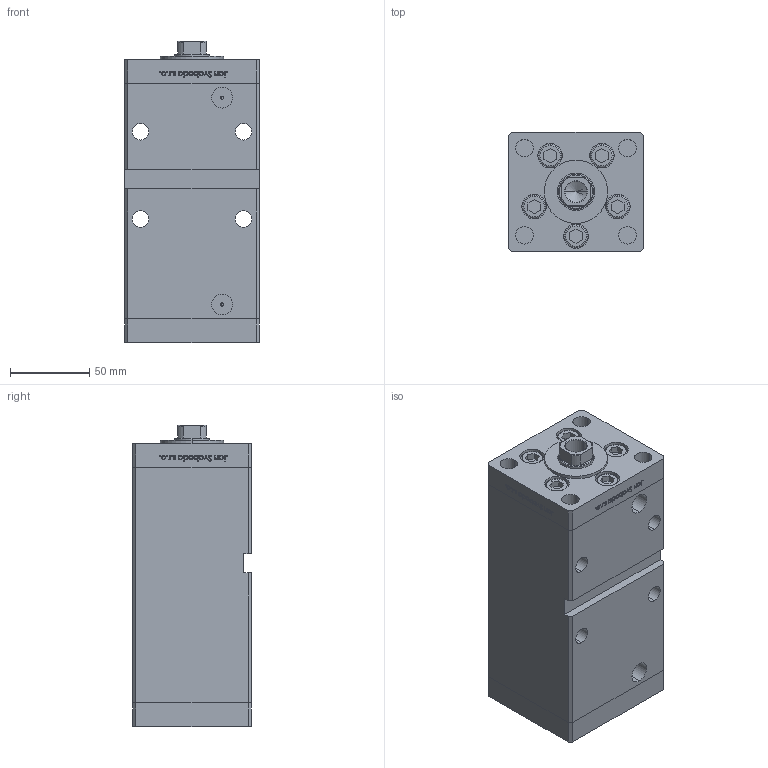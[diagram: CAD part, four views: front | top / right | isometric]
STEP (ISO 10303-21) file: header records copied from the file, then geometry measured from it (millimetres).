
FILE_DESCRIPTION (( 'STEP AP203' ), '1' );
FILE_NAME ('1803.STEP', '2022-04-14T22:13:15', ( '' ), ( '' ), 'SwSTEP 2.0', 'SolidWorks 2019', '' );
FILE_SCHEMA (( 'CONFIG_CONTROL_DESIGN' ));
Length unit declared in the file: millimetre
Products named in the file (6): 1803; V220C_E MIDDLE bffdf18dbcf829bdb8dae10313ab2a2b; V220C BACK_E bffdf18dbcf829bdb8dae10313ab2a2b; V220C_FRONT_E bffdf18dbcf829bdb8dae10313ab2a2b; V220C_VC_E bffdf18dbcf829bdb8dae10313ab2a2b; ALLEN BOLT bffdf18dbcf829bdb8dae10313ab2a2b
Assembly tree (14 placements, depth 2):
  1803
    V220C BACK_E bffdf18dbcf829bdb8dae10313ab2a2b
    V220C_E MIDDLE bffdf18dbcf829bdb8dae10313ab2a2b
    V220C_FRONT_E bffdf18dbcf829bdb8dae10313ab2a2b
    ALLEN BOLT bffdf18dbcf829bdb8dae10313ab2a2b  x10
    V220C_VC_E bffdf18dbcf829bdb8dae10313ab2a2b
Bounding box: 85 x 75 x 190 mm (x, y, z)
Volume: 970041.6 mm3; surface area: 172163.1 mm2
Topology: 14 solids, 14 shells, 1214 faces, 3047 edges, 1999 vertices
Faces by surface type: bspline 484, plane 475, cylinder 165, cone 46, torus 44
Entity records: 53221 total; most frequent: CARTESIAN_POINT 30433, ORIENTED_EDGE 5262, DIRECTION 3035, EDGE_CURVE 2631, VERTEX_POINT 1747, LINE 1361, VECTOR 1361, EDGE_LOOP 1190
